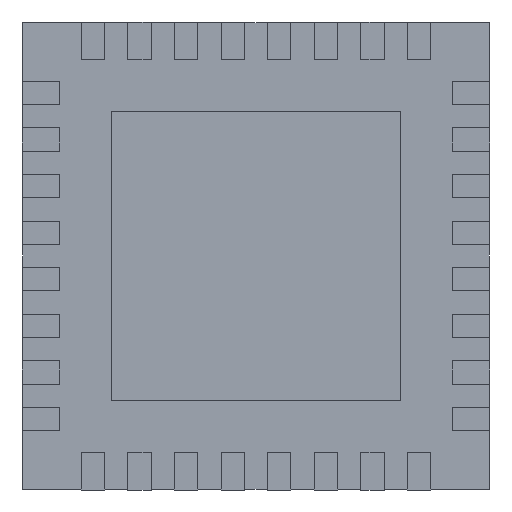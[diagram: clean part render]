
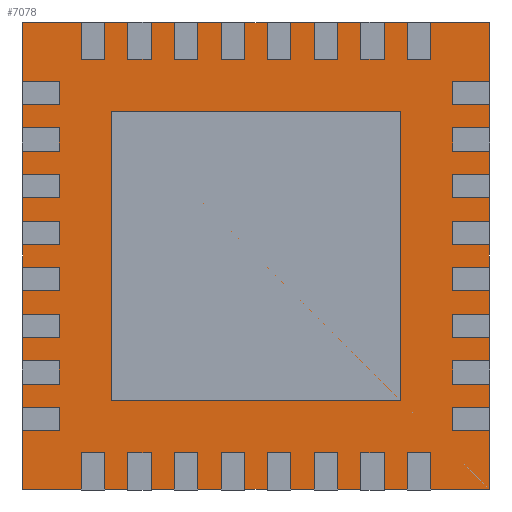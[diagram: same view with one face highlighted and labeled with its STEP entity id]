
A CAD part, front view. The second image highlights one B-rep face of the part: STEP entity #7078.
In plain terms, the highlighted planar face has unit normal (0, -1, 0).
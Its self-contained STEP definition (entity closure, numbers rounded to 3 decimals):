
#727 = DIRECTION ( 'NONE',  ( 1., 0., 0. ) ) ;
#988 = ORIENTED_EDGE ( 'NONE', *, *, #4738, .T. ) ;
#1008 = FACE_OUTER_BOUND ( 'NONE', #7234, .T. ) ;
#1320 = CARTESIAN_POINT ( 'NONE',  ( 2.5, 0.05, 2.5 ) ) ;
#1362 = LINE ( 'NONE', #5517, #2958 ) ;
#1476 = LINE ( 'NONE', #5965, #8484 ) ;
#1564 = CARTESIAN_POINT ( 'NONE',  ( -2.5, 0.05, 2.5 ) ) ;
#1710 = CARTESIAN_POINT ( 'NONE',  ( 2.5, 0.05, 2.5 ) ) ;
#1741 = DIRECTION ( 'NONE',  ( -1., 0., 0. ) ) ;
#2043 = CARTESIAN_POINT ( 'NONE',  ( -2.5, 0.05, -2.5 ) ) ;
#2155 = DIRECTION ( 'NONE',  ( 0., -1., 0. ) ) ;
#2288 = VECTOR ( 'NONE', #727, 1000. ) ;
#2300 = ORIENTED_EDGE ( 'NONE', *, *, #6307, .T. ) ;
#2339 = EDGE_CURVE ( 'NONE', #6777, #4397, #4496, .T. ) ;
#2694 = VECTOR ( 'NONE', #1741, 1000. ) ;
#2958 = VECTOR ( 'NONE', #6888, 1000. ) ;
#3269 = DIRECTION ( 'NONE',  ( 0., 0., -1. ) ) ;
#3499 = PLANE ( 'NONE',  #5906 ) ;
#4397 = VERTEX_POINT ( 'NONE', #1564 ) ;
#4496 = LINE ( 'NONE', #1710, #2694 ) ;
#4603 = ORIENTED_EDGE ( 'NONE', *, *, #2339, .T. ) ;
#4738 = EDGE_CURVE ( 'NONE', #4397, #6241, #1476, .T. ) ;
#4806 = CARTESIAN_POINT ( 'NONE',  ( 2.5, 0.05, -2.5 ) ) ;
#5246 = ORIENTED_EDGE ( 'NONE', *, *, #5470, .T. ) ;
#5470 = EDGE_CURVE ( 'NONE', #6241, #7794, #7492, .T. ) ;
#5517 = CARTESIAN_POINT ( 'NONE',  ( 2.5, 0.05, -2.5 ) ) ;
#5906 = AXIS2_PLACEMENT_3D ( 'NONE', #6219, #2155, #6907 ) ;
#5965 = CARTESIAN_POINT ( 'NONE',  ( -2.5, 0.05, -2.5 ) ) ;
#6219 = CARTESIAN_POINT ( 'NONE',  ( 2.5, 0.05, -2.5 ) ) ;
#6241 = VERTEX_POINT ( 'NONE', #2043 ) ;
#6307 = EDGE_CURVE ( 'NONE', #7794, #6777, #1362, .T. ) ;
#6777 = VERTEX_POINT ( 'NONE', #1320 ) ;
#6888 = DIRECTION ( 'NONE',  ( 0., 0., 1. ) ) ;
#6907 = DIRECTION ( 'NONE',  ( 0., 0., -1. ) ) ;
#7078 = ADVANCED_FACE ( 'NONE', ( #1008 ), #3499, .T. ) ;
#7234 = EDGE_LOOP ( 'NONE', ( #988, #5246, #2300, #4603 ) ) ;
#7492 = LINE ( 'NONE', #4806, #2288 ) ;
#7794 = VERTEX_POINT ( 'NONE', #8510 ) ;
#8484 = VECTOR ( 'NONE', #3269, 1000. ) ;
#8510 = CARTESIAN_POINT ( 'NONE',  ( 2.5, 0.05, -2.5 ) ) ;
